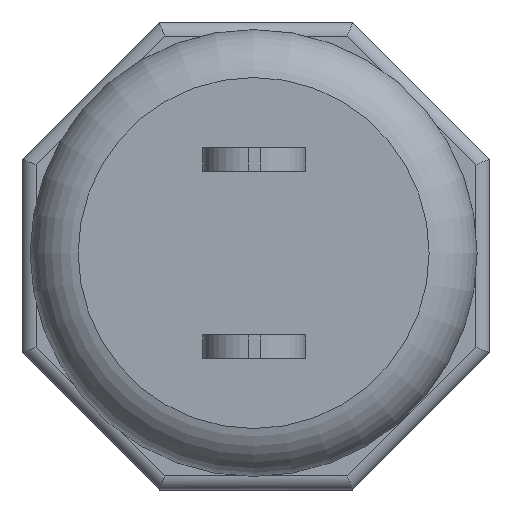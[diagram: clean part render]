
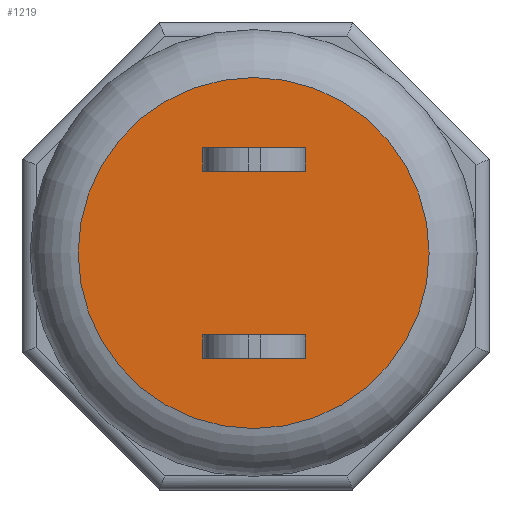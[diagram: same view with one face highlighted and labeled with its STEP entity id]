
A CAD part, front view. The second image highlights one B-rep face of the part: STEP entity #1219.
In plain terms, the highlighted planar face has unit normal (0, -1, 0).
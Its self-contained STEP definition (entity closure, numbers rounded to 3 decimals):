
#1126=CARTESIAN_POINT('',(34.859,19.329,0.));
#1127=DIRECTION('',(0.,-1.,0.));
#1128=DIRECTION('',(0.,0.,-1.));
#1129=AXIS2_PLACEMENT_3D('',#1126,#1127,#1128);
#1130=PLANE('',#1129);
#1131=CARTESIAN_POINT('',(31.9,19.329,-1.75));
#1132=VERTEX_POINT('',#1131);
#1133=CARTESIAN_POINT('',(34.1,19.329,-1.75));
#1134=VERTEX_POINT('',#1133);
#1135=CARTESIAN_POINT('',(31.9,19.329,-1.75));
#1136=DIRECTION('',(1.,0.,-0.));
#1137=VECTOR('',#1136,2.2);
#1138=LINE('',#1135,#1137);
#1139=EDGE_CURVE('',#1132,#1134,#1138,.T.);
#1140=ORIENTED_EDGE('',*,*,#1139,.T.);
#1141=CARTESIAN_POINT('',(34.1,19.329,-2.25));
#1142=VERTEX_POINT('',#1141);
#1143=CARTESIAN_POINT('',(34.1,19.329,-1.75));
#1144=DIRECTION('',(0.,0.,-1.));
#1145=VECTOR('',#1144,0.5);
#1146=LINE('',#1143,#1145);
#1147=EDGE_CURVE('',#1134,#1142,#1146,.T.);
#1148=ORIENTED_EDGE('',*,*,#1147,.T.);
#1149=CARTESIAN_POINT('',(31.9,19.329,-2.25));
#1150=VERTEX_POINT('',#1149);
#1151=CARTESIAN_POINT('',(34.1,19.329,-2.25));
#1152=DIRECTION('',(-1.,0.,-0.));
#1153=VECTOR('',#1152,2.2);
#1154=LINE('',#1151,#1153);
#1155=EDGE_CURVE('',#1142,#1150,#1154,.T.);
#1156=ORIENTED_EDGE('',*,*,#1155,.T.);
#1157=CARTESIAN_POINT('',(31.9,19.329,-2.25));
#1158=DIRECTION('',(0.,0.,1.));
#1159=VECTOR('',#1158,0.5);
#1160=LINE('',#1157,#1159);
#1161=EDGE_CURVE('',#1150,#1132,#1160,.T.);
#1162=ORIENTED_EDGE('',*,*,#1161,.T.);
#1163=EDGE_LOOP('',(#1140,#1148,#1156,#1162));
#1164=FACE_BOUND('',#1163,.T.);
#1165=CARTESIAN_POINT('',(36.734,19.329,-0.));
#1166=VERTEX_POINT('',#1165);
#1167=CARTESIAN_POINT('',(32.984,19.329,-3.75));
#1168=VERTEX_POINT('',#1167);
#1169=CARTESIAN_POINT('',(32.984,19.329,0.));
#1170=DIRECTION('',(0.,-1.,0.));
#1171=DIRECTION('',(1.,0.,0.));
#1172=AXIS2_PLACEMENT_3D('',#1169,#1170,#1171);
#1173=CIRCLE('',#1172,3.75);
#1174=EDGE_CURVE('',#1166,#1168,#1173,.T.);
#1175=ORIENTED_EDGE('',*,*,#1174,.T.);
#1176=CARTESIAN_POINT('',(32.984,19.329,0.));
#1177=DIRECTION('',(0.,-1.,0.));
#1178=DIRECTION('',(1.,0.,0.));
#1179=AXIS2_PLACEMENT_3D('',#1176,#1177,#1178);
#1180=CIRCLE('',#1179,3.75);
#1181=EDGE_CURVE('',#1168,#1166,#1180,.T.);
#1182=ORIENTED_EDGE('',*,*,#1181,.T.);
#1183=EDGE_LOOP('',(#1175,#1182));
#1184=FACE_BOUND('',#1183,.T.);
#1185=CARTESIAN_POINT('',(34.1,19.329,2.25));
#1186=VERTEX_POINT('',#1185);
#1187=CARTESIAN_POINT('',(34.1,19.329,1.75));
#1188=VERTEX_POINT('',#1187);
#1189=CARTESIAN_POINT('',(34.1,19.329,2.25));
#1190=DIRECTION('',(0.,0.,-1.));
#1191=VECTOR('',#1190,0.5);
#1192=LINE('',#1189,#1191);
#1193=EDGE_CURVE('',#1186,#1188,#1192,.T.);
#1194=ORIENTED_EDGE('',*,*,#1193,.T.);
#1195=CARTESIAN_POINT('',(31.9,19.329,1.75));
#1196=VERTEX_POINT('',#1195);
#1197=CARTESIAN_POINT('',(34.1,19.329,1.75));
#1198=DIRECTION('',(-1.,0.,-0.));
#1199=VECTOR('',#1198,2.2);
#1200=LINE('',#1197,#1199);
#1201=EDGE_CURVE('',#1188,#1196,#1200,.T.);
#1202=ORIENTED_EDGE('',*,*,#1201,.T.);
#1203=CARTESIAN_POINT('',(31.9,19.329,2.25));
#1204=VERTEX_POINT('',#1203);
#1205=CARTESIAN_POINT('',(31.9,19.329,1.75));
#1206=DIRECTION('',(0.,0.,1.));
#1207=VECTOR('',#1206,0.5);
#1208=LINE('',#1205,#1207);
#1209=EDGE_CURVE('',#1196,#1204,#1208,.T.);
#1210=ORIENTED_EDGE('',*,*,#1209,.T.);
#1211=CARTESIAN_POINT('',(31.9,19.329,2.25));
#1212=DIRECTION('',(1.,0.,0.));
#1213=VECTOR('',#1212,2.2);
#1214=LINE('',#1211,#1213);
#1215=EDGE_CURVE('',#1204,#1186,#1214,.T.);
#1216=ORIENTED_EDGE('',*,*,#1215,.T.);
#1217=EDGE_LOOP('',(#1194,#1202,#1210,#1216));
#1218=FACE_BOUND('',#1217,.T.);
#1219=ADVANCED_FACE('',(#1164,#1184,#1218),#1130,.T.);
